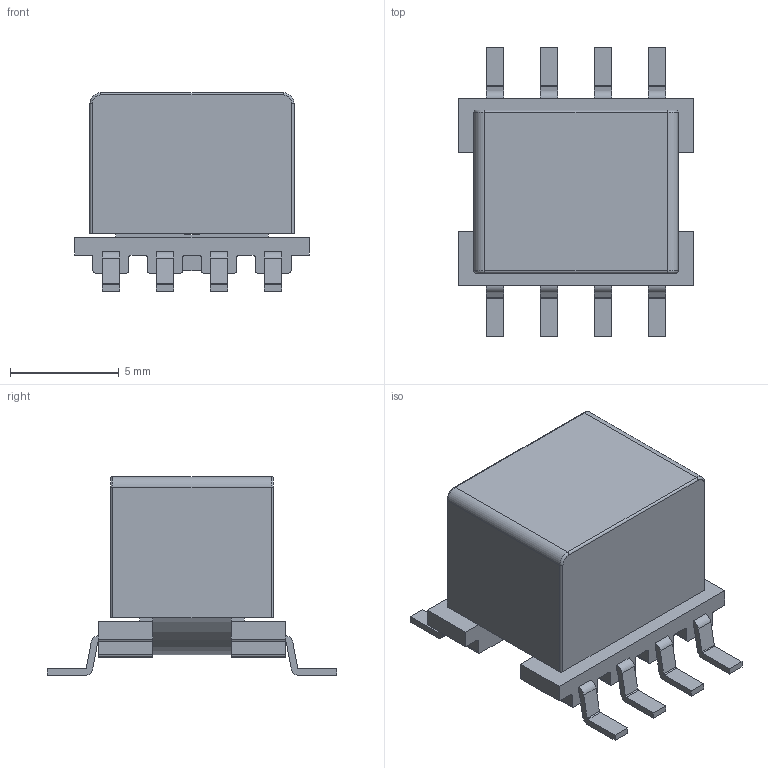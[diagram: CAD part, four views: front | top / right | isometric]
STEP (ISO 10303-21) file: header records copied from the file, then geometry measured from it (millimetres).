
FILE_DESCRIPTION(/* description */ ('Unknown'),/* implementation_level */ '2;1');
FILE_NAME(/* name */ 'T_Wurth_WE-FB-EP7_P11.68',/* time_stamp */ '2025-05-05T15:43:50+08:00',/* author */ ('Unknown'),/* organization */ ('Unknown'),/* preprocessor_version */ 'ST-DEVELOPER v19.4',/* originating_system */ 'Solid Edge',/* authorisation */ 'Unknown');
FILE_SCHEMA (('AUTOMOTIVE_DESIGN {1 0 10303 214 3 1 1}'));
Length unit declared in the file: millimetre
Products named in the file (2): T_Wurth_WE-FB-EP7_P11.68
Assembly tree (1 placements, depth 2):
  T_Wurth_WE-FB-EP7_P11.68
    T_Wurth_WE-FB-EP7_P11.68
Bounding box: 10.8 x 13.35 x 9.14 mm (x, y, z)
Volume: 534.9 mm3; surface area: 904.8 mm2
Topology: 1 solids, 1 shells, 208 faces, 577 edges, 376 vertices
Faces by surface type: plane 122, cylinder 82, torus 4
Full cylindrical faces by diameter (mm): 3.4 x1, 3.5 x1, 6.78 x1
Entity records: 8175 total; most frequent: CARTESIAN_POINT 1208, DIRECTION 1156, ORIENTED_EDGE 1148, EDGE_CURVE 574, LINE 404, VECTOR 404, VERTEX_POINT 376, AXIS2_PLACEMENT_3D 376
